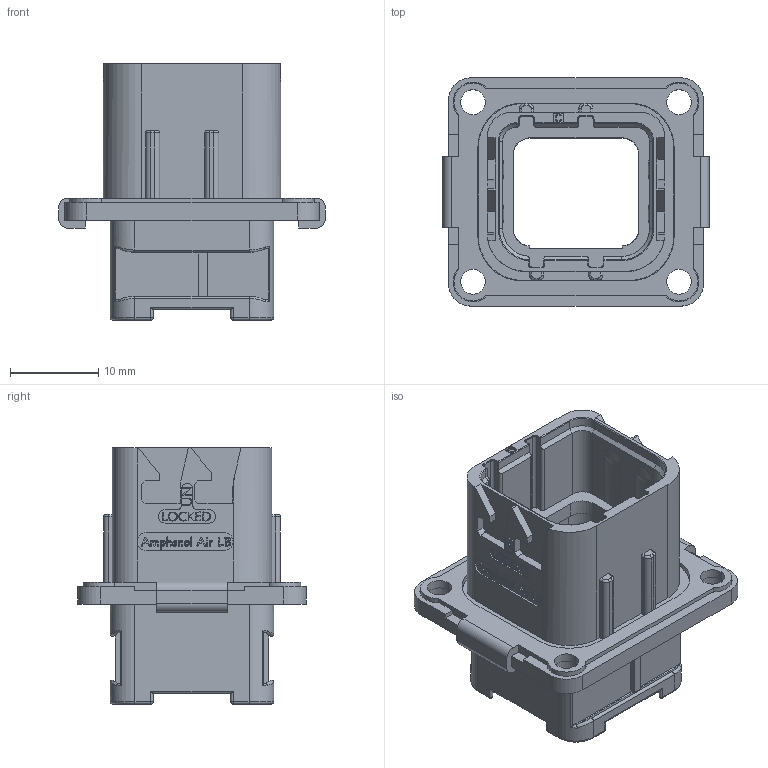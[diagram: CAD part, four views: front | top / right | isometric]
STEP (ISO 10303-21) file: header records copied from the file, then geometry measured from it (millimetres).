
FILE_DESCRIPTION((''),'2;1');
FILE_NAME('SIM2B24C010','2019-09-30T',('presta_be4'),(''),'PRO/ENGINEER BY PARAMETRIC TECHNOLOGY CORPORATION, 2014310','PRO/ENGINEER BY PARAMETRIC TECHNOLOGY CORPORATION, 2014310','');
FILE_SCHEMA(('CONFIG_CONTROL_DESIGN'));
Length unit declared in the file: millimetre
Products named in the file (1): SIM2B24C010
Bounding box: 30.1 x 25.8 x 28.97 mm (x, y, z)
Volume: 4307.3 mm3; surface area: 5304.9 mm2
Topology: 1 solids, 1 shells, 1520 faces, 4163 edges, 2711 vertices
Faces by surface type: plane 611, extrusion 608, cylinder 197, torus 44, bspline 28, sphere 24, cone 8
Entity records: 51208 total; most frequent: CARTESIAN_POINT 15160, ORIENTED_EDGE 8310, DIRECTION 5571, EDGE_CURVE 4155, VECTOR 2965, VERTEX_POINT 2711, LINE 2357, B_SPLINE_CURVE_WITH_KNOTS 1987
